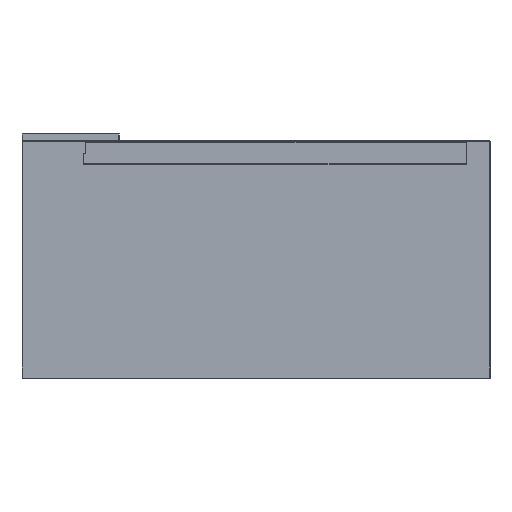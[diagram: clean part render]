
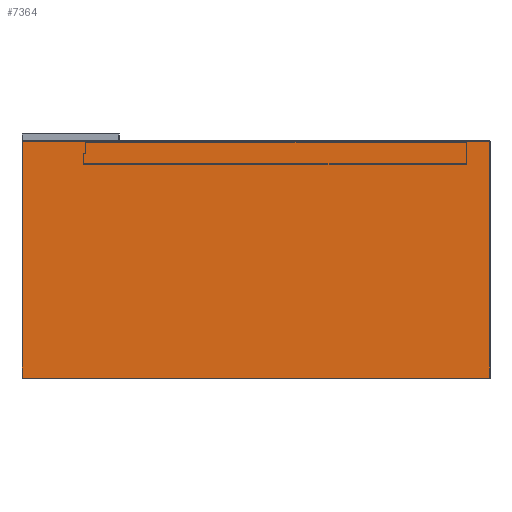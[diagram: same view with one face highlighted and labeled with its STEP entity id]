
A CAD part, left-side view. The second image highlights one B-rep face of the part: STEP entity #7364.
In plain terms, the highlighted planar face has unit normal (-1, 0, 0).
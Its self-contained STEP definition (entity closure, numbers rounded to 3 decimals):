
#225 = LINE ( 'NONE', #1762, #2344 ) ;
#478 = CARTESIAN_POINT ( 'NONE',  ( -750., 1299., -1. ) ) ;
#932 = CARTESIAN_POINT ( 'NONE',  ( -750., 1., -1. ) ) ;
#971 = EDGE_CURVE ( 'NONE', #1927, #1911, #5738, .T. ) ;
#1012 = CARTESIAN_POINT ( 'NONE',  ( -750., 1300., -1. ) ) ;
#1195 = DIRECTION ( 'NONE',  ( 0., -1., 0. ) ) ;
#1433 = CARTESIAN_POINT ( 'NONE',  ( -750., 1299., -659. ) ) ;
#1762 = CARTESIAN_POINT ( 'NONE',  ( -750., 1299., -100. ) ) ;
#1911 = VERTEX_POINT ( 'NONE', #5220 ) ;
#1927 = VERTEX_POINT ( 'NONE', #1433 ) ;
#2023 = VECTOR ( 'NONE', #2175, 1000. ) ;
#2076 = CARTESIAN_POINT ( 'NONE',  ( -750., 1., 0. ) ) ;
#2175 = DIRECTION ( 'NONE',  ( 0., 0., 1. ) ) ;
#2233 = DIRECTION ( 'NONE',  ( 1., 0., 0. ) ) ;
#2326 = ORIENTED_EDGE ( 'NONE', *, *, #4971, .T. ) ;
#2344 = VECTOR ( 'NONE', #9434, 1000. ) ;
#2712 = ORIENTED_EDGE ( 'NONE', *, *, #9727, .T. ) ;
#3394 = ORIENTED_EDGE ( 'NONE', *, *, #971, .T. ) ;
#3526 = LINE ( 'NONE', #2076, #2023 ) ;
#3795 = VECTOR ( 'NONE', #1195, 1000. ) ;
#4529 = FACE_OUTER_BOUND ( 'NONE', #5454, .T. ) ;
#4666 = PLANE ( 'NONE',  #6960 ) ;
#4840 = VECTOR ( 'NONE', #7856, 1000. ) ;
#4971 = EDGE_CURVE ( 'NONE', #5988, #9709, #8589, .T. ) ;
#5220 = CARTESIAN_POINT ( 'NONE',  ( -750., 1., -659. ) ) ;
#5313 = CARTESIAN_POINT ( 'NONE',  ( -750., 1300., -100. ) ) ;
#5454 = EDGE_LOOP ( 'NONE', ( #2712, #2326, #5754, #3394 ) ) ;
#5738 = LINE ( 'NONE', #9621, #3795 ) ;
#5754 = ORIENTED_EDGE ( 'NONE', *, *, #9587, .T. ) ;
#5988 = VERTEX_POINT ( 'NONE', #932 ) ;
#6960 = AXIS2_PLACEMENT_3D ( 'NONE', #5313, #2233, #8397 ) ;
#7364 = ADVANCED_FACE ( 'Fl�che5', ( #4529 ), #4666, .F. ) ;
#7856 = DIRECTION ( 'NONE',  ( 0., 1., 0. ) ) ;
#8397 = DIRECTION ( 'NONE',  ( 0., 0., -1. ) ) ;
#8589 = LINE ( 'NONE', #1012, #4840 ) ;
#9434 = DIRECTION ( 'NONE',  ( 0., 0., -1. ) ) ;
#9587 = EDGE_CURVE ( 'NONE', #9709, #1927, #225, .T. ) ;
#9621 = CARTESIAN_POINT ( 'NONE',  ( -750., 1300., -659. ) ) ;
#9709 = VERTEX_POINT ( 'NONE', #478 ) ;
#9727 = EDGE_CURVE ( 'NONE', #1911, #5988, #3526, .T. ) ;
